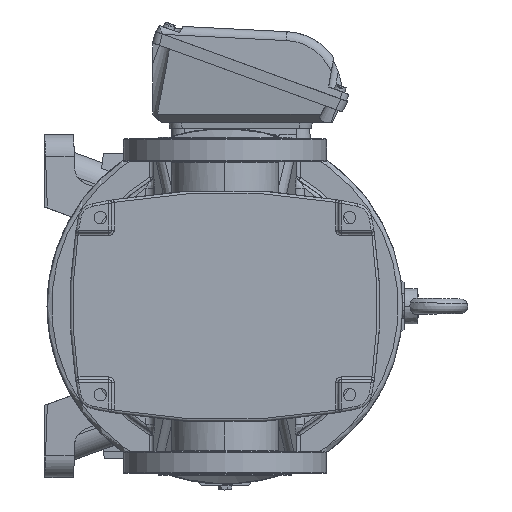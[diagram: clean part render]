
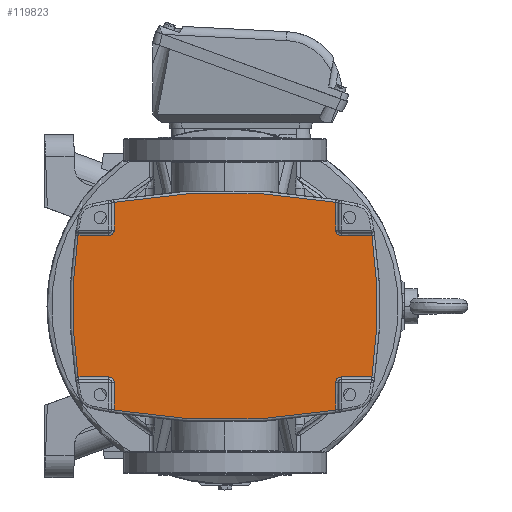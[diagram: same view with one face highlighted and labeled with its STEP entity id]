
A CAD part, front view. The second image highlights one B-rep face of the part: STEP entity #119823.
In plain terms, the highlighted planar face has unit normal (0, -1, 0).
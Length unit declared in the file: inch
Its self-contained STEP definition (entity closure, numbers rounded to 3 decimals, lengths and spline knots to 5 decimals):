
#175 = VECTOR ( 'NONE', #47858, 39.37008 ) ;
#1237 = CIRCLE ( 'NONE', #36575, 0.23622 ) ;
#1730 = VERTEX_POINT ( 'NONE', #50979 ) ;
#2475 = CARTESIAN_POINT ( 'NONE',  ( 5.226, -8.39113, 21.16929 ) ) ;
#2583 = EDGE_CURVE ( 'NONE', #8195, #107489, #112016, .T. ) ;
#3001 = AXIS2_PLACEMENT_3D ( 'NONE', #89019, #28190, #124629 ) ;
#3989 = EDGE_CURVE ( 'NONE', #146617, #41886, #61655, .T. ) ;
#5543 = EDGE_CURVE ( 'NONE', #132231, #137605, #9623, .T. ) ;
#6600 = VERTEX_POINT ( 'NONE', #49760 ) ;
#6616 = CIRCLE ( 'NONE', #77271, 28.83858 ) ;
#6741 = DIRECTION ( 'NONE',  ( 0.17, 0., -0.985 ) ) ;
#7073 = CARTESIAN_POINT ( 'NONE',  ( -4.81337, -8.39113, 20.93307 ) ) ;
#7862 = DIRECTION ( 'NONE',  ( 0., 1., 0. ) ) ;
#8195 = VERTEX_POINT ( 'NONE', #2475 ) ;
#9623 = LINE ( 'NONE', #83148, #107368 ) ;
#14381 = EDGE_CURVE ( 'NONE', #1730, #107489, #87277, .T. ) ;
#17850 = DIRECTION ( 'NONE',  ( 0., 1., 0. ) ) ;
#19174 = ORIENTED_EDGE ( 'NONE', *, *, #149169, .T. ) ;
#19678 = ORIENTED_EDGE ( 'NONE', *, *, #95434, .T. ) ;
#20389 = CARTESIAN_POINT ( 'NONE',  ( 5.46222, -8.39113, 14.67323 ) ) ;
#20824 = CARTESIAN_POINT ( 'NONE',  ( 5.226, -8.39113, 13.20305 ) ) ;
#23673 = CARTESIAN_POINT ( 'NONE',  ( 5.46222, -8.39113, 21.16929 ) ) ;
#25072 = CARTESIAN_POINT ( 'NONE',  ( 0.32443, -8.39113, -6.01575 ) ) ;
#26753 = CARTESIAN_POINT ( 'NONE',  ( 5.226, -8.39113, 22.40323 ) ) ;
#27404 = CIRCLE ( 'NONE', #40019, 0.23622 ) ;
#27913 = VERTEX_POINT ( 'NONE', #44381 ) ;
#28190 = DIRECTION ( 'NONE',  ( 0., 1., 0. ) ) ;
#29819 = CARTESIAN_POINT ( 'NONE',  ( 5.46222, -8.39113, 14.43701 ) ) ;
#30044 = LINE ( 'NONE', #7073, #125067 ) ;
#30103 = ORIENTED_EDGE ( 'NONE', *, *, #135696, .F. ) ;
#32570 = DIRECTION ( 'NONE',  ( 1., 0., 0. ) ) ;
#33654 = CIRCLE ( 'NONE', #43825, 21.53543 ) ;
#34831 = CARTESIAN_POINT ( 'NONE',  ( -4.57715, -8.39113, 22.40324 ) ) ;
#36575 = AXIS2_PLACEMENT_3D ( 'NONE', #44500, #117214, #105370 ) ;
#39726 = EDGE_CURVE ( 'NONE', #123262, #27913, #30044, .T. ) ;
#39889 = ORIENTED_EDGE ( 'NONE', *, *, #126230, .F. ) ;
#39913 = VERTEX_POINT ( 'NONE', #142214 ) ;
#40019 = AXIS2_PLACEMENT_3D ( 'NONE', #140207, #56400, #44572 ) ;
#40034 = PLANE ( 'NONE',  #85755 ) ;
#40403 = LINE ( 'NONE', #135286, #128536 ) ;
#40794 = CARTESIAN_POINT ( 'NONE',  ( -4.81337, -8.39113, 20.93307 ) ) ;
#41886 = VERTEX_POINT ( 'NONE', #26753 ) ;
#43235 = DIRECTION ( 'NONE',  ( 0., -1., 0. ) ) ;
#43825 = AXIS2_PLACEMENT_3D ( 'NONE', #105908, #7862, #68699 ) ;
#44381 = CARTESIAN_POINT ( 'NONE',  ( -6.17919, -8.39113, 20.93307 ) ) ;
#44500 = CARTESIAN_POINT ( 'NONE',  ( -4.81337, -8.39113, 21.16929 ) ) ;
#44547 = EDGE_CURVE ( 'NONE', #67810, #6600, #40403, .T. ) ;
#44572 = DIRECTION ( 'NONE',  ( 1., 0., 0. ) ) ;
#45818 = DIRECTION ( 'NONE',  ( -1., 0., 0. ) ) ;
#47858 = DIRECTION ( 'NONE',  ( -1., 0., 0. ) ) ;
#47965 = ORIENTED_EDGE ( 'NONE', *, *, #14381, .T. ) ;
#49760 = CARTESIAN_POINT ( 'NONE',  ( -4.57715, -8.39113, 13.20307 ) ) ;
#50746 = EDGE_CURVE ( 'NONE', #132231, #27913, #81208, .T. ) ;
#50979 = CARTESIAN_POINT ( 'NONE',  ( 6.82809, -8.39113, 20.93307 ) ) ;
#53292 = ORIENTED_EDGE ( 'NONE', *, *, #39726, .T. ) ;
#54193 = CARTESIAN_POINT ( 'NONE',  ( 0.32443, -8.39113, 41.62205 ) ) ;
#56400 = DIRECTION ( 'NONE',  ( 0., -1., 0. ) ) ;
#56849 = EDGE_CURVE ( 'NONE', #1730, #138329, #33654, .T. ) ;
#58077 = ORIENTED_EDGE ( 'NONE', *, *, #59526, .F. ) ;
#58440 = DIRECTION ( 'NONE',  ( 0., -1., 0. ) ) ;
#59526 = EDGE_CURVE ( 'NONE', #60980, #39913, #117036, .T. ) ;
#59688 = CARTESIAN_POINT ( 'NONE',  ( 6.82809, -8.39113, 20.93307 ) ) ;
#60297 = ORIENTED_EDGE ( 'NONE', *, *, #56849, .F. ) ;
#60905 = EDGE_CURVE ( 'NONE', #73198, #39913, #90803, .T. ) ;
#60980 = VERTEX_POINT ( 'NONE', #105810 ) ;
#61655 = CIRCLE ( 'NONE', #79356, 28.83858 ) ;
#61846 = CARTESIAN_POINT ( 'NONE',  ( -4.57715, -8.39113, 14.43701 ) ) ;
#64008 = AXIS2_PLACEMENT_3D ( 'NONE', #23673, #58440, #45818 ) ;
#64039 = ORIENTED_EDGE ( 'NONE', *, *, #130609, .F. ) ;
#67810 = VERTEX_POINT ( 'NONE', #61846 ) ;
#68699 = DIRECTION ( 'NONE',  ( 0.989, 0., 0.145 ) ) ;
#73198 = VERTEX_POINT ( 'NONE', #20824 ) ;
#74168 = AXIS2_PLACEMENT_3D ( 'NONE', #29819, #43235, #78043 ) ;
#77271 = AXIS2_PLACEMENT_3D ( 'NONE', #54193, #17850, #6741 ) ;
#78043 = DIRECTION ( 'NONE',  ( 0., 0., 1. ) ) ;
#79356 = AXIS2_PLACEMENT_3D ( 'NONE', #25072, #111224, #110439 ) ;
#80034 = ORIENTED_EDGE ( 'NONE', *, *, #112978, .T. ) ;
#81144 = CARTESIAN_POINT ( 'NONE',  ( 5.226, -8.39113, 21.16929 ) ) ;
#81208 = CIRCLE ( 'NONE', #3001, 21.53543 ) ;
#83061 = DIRECTION ( 'NONE',  ( 0., 0., -1. ) ) ;
#83148 = CARTESIAN_POINT ( 'NONE',  ( -6.17923, -8.39113, 14.67323 ) ) ;
#85755 = AXIS2_PLACEMENT_3D ( 'NONE', #88262, #137228, #138014 ) ;
#87032 = VECTOR ( 'NONE', #146456, 39.37008 ) ;
#87277 = LINE ( 'NONE', #59688, #175 ) ;
#88262 = CARTESIAN_POINT ( 'NONE',  ( 0.32443, -8.39113, 17.80315 ) ) ;
#89019 = CARTESIAN_POINT ( 'NONE',  ( 15.12758, -8.39113, 17.80315 ) ) ;
#90803 = LINE ( 'NONE', #111656, #87032 ) ;
#91562 = ORIENTED_EDGE ( 'NONE', *, *, #44547, .T. ) ;
#91667 = DIRECTION ( 'NONE',  ( -1., 0., 0. ) ) ;
#93242 = ORIENTED_EDGE ( 'NONE', *, *, #2583, .F. ) ;
#94303 = ORIENTED_EDGE ( 'NONE', *, *, #3989, .F. ) ;
#95362 = DIRECTION ( 'NONE',  ( 0., 0., 1. ) ) ;
#95434 = EDGE_CURVE ( 'NONE', #146617, #104597, #119411, .T. ) ;
#102505 = ORIENTED_EDGE ( 'NONE', *, *, #50746, .F. ) ;
#104597 = VERTEX_POINT ( 'NONE', #148289 ) ;
#105370 = DIRECTION ( 'NONE',  ( 0., 0., -1. ) ) ;
#105810 = CARTESIAN_POINT ( 'NONE',  ( 5.46222, -8.39113, 14.67323 ) ) ;
#105908 = CARTESIAN_POINT ( 'NONE',  ( -14.47872, -8.39113, 17.80315 ) ) ;
#107277 = CARTESIAN_POINT ( 'NONE',  ( 6.82805, -8.39113, 14.67323 ) ) ;
#107368 = VECTOR ( 'NONE', #32570, 39.37008 ) ;
#107489 = VERTEX_POINT ( 'NONE', #120132 ) ;
#110439 = DIRECTION ( 'NONE',  ( -0.17, 0., 0.985 ) ) ;
#111166 = VECTOR ( 'NONE', #95362, 39.37008 ) ;
#111224 = DIRECTION ( 'NONE',  ( 0., 1., 0. ) ) ;
#111656 = CARTESIAN_POINT ( 'NONE',  ( 5.226, -8.39113, 13.20305 ) ) ;
#112016 = CIRCLE ( 'NONE', #64008, 0.23622 ) ;
#112978 = EDGE_CURVE ( 'NONE', #60980, #138329, #127919, .T. ) ;
#117036 = CIRCLE ( 'NONE', #74168, 0.23622 ) ;
#117064 = EDGE_LOOP ( 'NONE', ( #142639, #30103, #91562, #64039, #125058, #58077, #80034, #60297, #47965, #93242, #19174, #94303, #19678, #39889, #53292, #102505 ) ) ;
#117214 = DIRECTION ( 'NONE',  ( 0., -1., 0. ) ) ;
#117672 = VECTOR ( 'NONE', #152390, 39.37008 ) ;
#119411 = LINE ( 'NONE', #34831, #130139 ) ;
#119823 = ADVANCED_FACE ( 'NONE', ( #148321 ), #40034, .F. ) ;
#120132 = CARTESIAN_POINT ( 'NONE',  ( 5.46222, -8.39113, 20.93307 ) ) ;
#123262 = VERTEX_POINT ( 'NONE', #40794 ) ;
#124629 = DIRECTION ( 'NONE',  ( -0.989, 0., -0.145 ) ) ;
#125058 = ORIENTED_EDGE ( 'NONE', *, *, #60905, .T. ) ;
#125067 = VECTOR ( 'NONE', #91667, 39.37008 ) ;
#126068 = CARTESIAN_POINT ( 'NONE',  ( -4.57715, -8.39113, 22.40323 ) ) ;
#126230 = EDGE_CURVE ( 'NONE', #123262, #104597, #1237, .T. ) ;
#127919 = LINE ( 'NONE', #20389, #117672 ) ;
#128536 = VECTOR ( 'NONE', #147904, 39.37008 ) ;
#130139 = VECTOR ( 'NONE', #83061, 39.37008 ) ;
#130609 = EDGE_CURVE ( 'NONE', #73198, #6600, #6616, .T. ) ;
#130781 = CARTESIAN_POINT ( 'NONE',  ( -4.81337, -8.39113, 14.67323 ) ) ;
#132231 = VERTEX_POINT ( 'NONE', #155931 ) ;
#135286 = CARTESIAN_POINT ( 'NONE',  ( -4.57715, -8.39113, 14.43701 ) ) ;
#135696 = EDGE_CURVE ( 'NONE', #67810, #137605, #27404, .T. ) ;
#137228 = DIRECTION ( 'NONE',  ( 0., 1., 0. ) ) ;
#137605 = VERTEX_POINT ( 'NONE', #130781 ) ;
#138014 = DIRECTION ( 'NONE',  ( 1., 0., 0. ) ) ;
#138329 = VERTEX_POINT ( 'NONE', #107277 ) ;
#140207 = CARTESIAN_POINT ( 'NONE',  ( -4.81337, -8.39113, 14.43701 ) ) ;
#142214 = CARTESIAN_POINT ( 'NONE',  ( 5.226, -8.39113, 14.43701 ) ) ;
#142639 = ORIENTED_EDGE ( 'NONE', *, *, #5543, .T. ) ;
#146456 = DIRECTION ( 'NONE',  ( 0., 0., 1. ) ) ;
#146617 = VERTEX_POINT ( 'NONE', #126068 ) ;
#147904 = DIRECTION ( 'NONE',  ( 0., 0., -1. ) ) ;
#148289 = CARTESIAN_POINT ( 'NONE',  ( -4.57715, -8.39113, 21.16929 ) ) ;
#148321 = FACE_OUTER_BOUND ( 'NONE', #117064, .T. ) ;
#149169 = EDGE_CURVE ( 'NONE', #8195, #41886, #155412, .T. ) ;
#152390 = DIRECTION ( 'NONE',  ( 1., 0., 0. ) ) ;
#155412 = LINE ( 'NONE', #81144, #111166 ) ;
#155931 = CARTESIAN_POINT ( 'NONE',  ( -6.17919, -8.39113, 14.67323 ) ) ;
